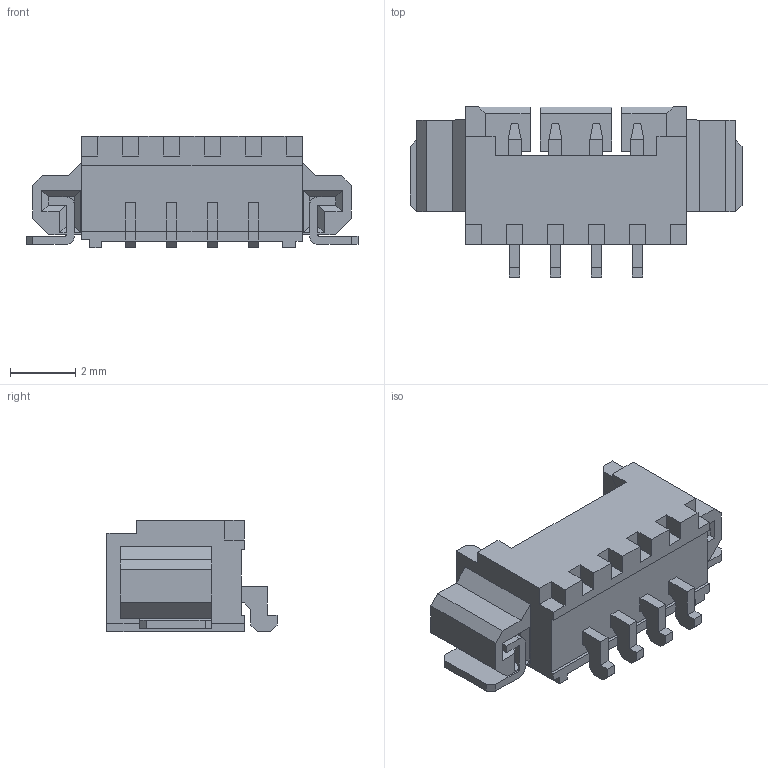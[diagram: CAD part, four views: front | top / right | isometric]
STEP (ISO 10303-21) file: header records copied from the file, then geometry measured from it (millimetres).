
FILE_DESCRIPTION((''),'2;1');
FILE_NAME('532610471','2009-09-24T',('pnb'),(''),'PRO/ENGINEER BY PARAMETRIC TECHNOLOGY CORPORATION, 2003451','PRO/ENGINEER BY PARAMETRIC TECHNOLOGY CORPORATION, 2003451','');
FILE_SCHEMA(('CONFIG_CONTROL_DESIGN'));
Length unit declared in the file: millimetre
Products named in the file (1): 532610471
Bounding box: 10.15 x 5.2 x 3.4 mm (x, y, z)
Volume: 62.5 mm3; surface area: 240.9 mm2
Topology: 1 solids, 1 shells, 238 faces, 671 edges, 454 vertices
Faces by surface type: plane 230, cylinder 8
Entity records: 7502 total; most frequent: CARTESIAN_POINT 1339, ORIENTED_EDGE 1280, DIRECTION 1161, VECTOR 653, LINE 653, EDGE_CURVE 640, VERTEX_POINT 416, AXIS2_PLACEMENT_3D 254
